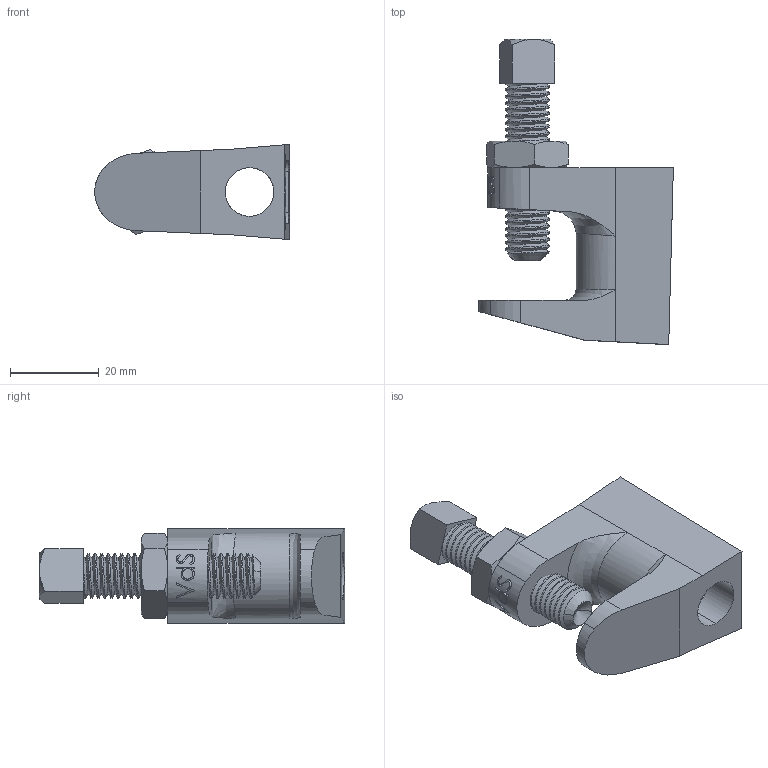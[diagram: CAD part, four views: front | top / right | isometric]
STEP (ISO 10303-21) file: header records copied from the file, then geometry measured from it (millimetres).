
FILE_DESCRIPTION (( 'STEP AP214' ), '1' );
FILE_NAME ('FL 210D.STEP', '2015-07-24T10:12:24', ( 'user' ), ( 'Hewlett-Packard Company' ), 'SwSTEP 2.0', 'SolidWorks 2015', '' );
FILE_SCHEMA (( 'AUTOMOTIVE_DESIGN' ));
Length unit declared in the file: millimetre
Products named in the file (4): M10 Locknut; FL 210D; M10x40 SQ HD SETSCREW; FL2D
Assembly tree (3 placements, depth 2):
  FL 210D
    FL2D
    M10 Locknut
    M10x40 SQ HD SETSCREW
Bounding box: 44 x 69 x 21.5 mm (x, y, z)
Volume: 19570.9 mm3; surface area: 10732.3 mm2
Topology: 3 solids, 3 shells, 272 faces, 732 edges, 476 vertices
Faces by surface type: plane 108, cylinder 93, bspline 41, cone 30
Entity records: 16910 total; most frequent: CARTESIAN_POINT 8990, ORIENTED_EDGE 1460, DIRECTION 951, EDGE_CURVE 730, VERTEX_POINT 476, LINE 363, VECTOR 363, AXIS2_PLACEMENT_3D 294
